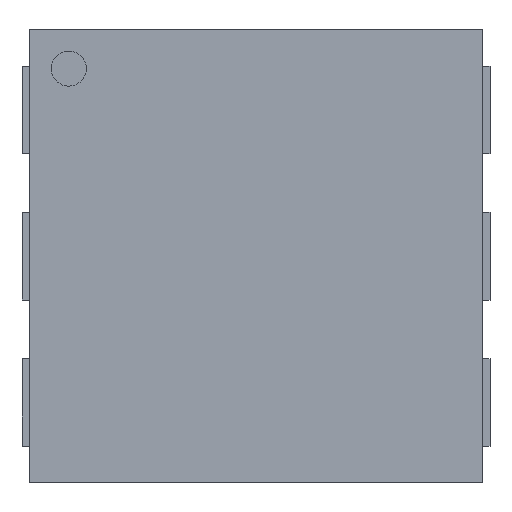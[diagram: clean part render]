
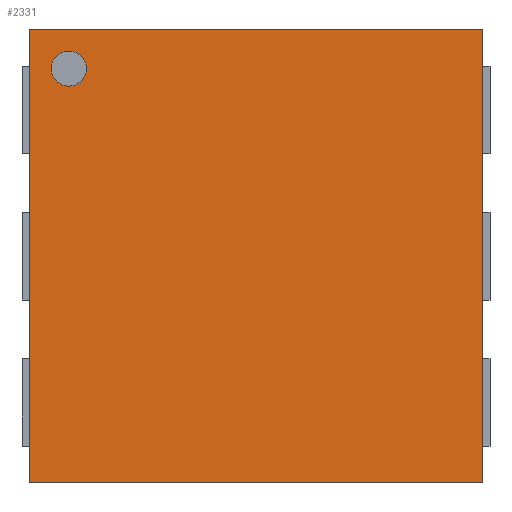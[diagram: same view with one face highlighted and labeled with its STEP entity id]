
A CAD part, top view. The second image highlights one B-rep face of the part: STEP entity #2331.
In plain terms, the highlighted planar face has unit normal (0, 0, 1).
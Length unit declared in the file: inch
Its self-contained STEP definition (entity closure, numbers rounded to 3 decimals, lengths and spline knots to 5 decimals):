
#2044 = VERTEX_POINT('',#2045);
#2045 = CARTESIAN_POINT('',(-0.03051,0.03051,
    0.0315));
#2052 = PLANE('',#2053);
#2053 = AXIS2_PLACEMENT_3D('',#2054,#2055,#2056);
#2054 = CARTESIAN_POINT('',(-0.03051,0.03051,0.));
#2055 = DIRECTION('',(0.,1.,0.));
#2056 = DIRECTION('',(1.,0.,0.));
#2064 = PLANE('',#2065);
#2065 = AXIS2_PLACEMENT_3D('',#2066,#2067,#2068);
#2066 = CARTESIAN_POINT('',(-0.03051,-0.03051,0.)
  );
#2067 = DIRECTION('',(-1.,0.,0.));
#2068 = DIRECTION('',(0.,1.,0.));
#2076 = EDGE_CURVE('',#2044,#2077,#2079,.T.);
#2077 = VERTEX_POINT('',#2078);
#2078 = CARTESIAN_POINT('',(0.03051,0.03051,
    0.0315));
#2079 = SURFACE_CURVE('',#2080,(#2084,#2091),.PCURVE_S1.);
#2080 = LINE('',#2081,#2082);
#2081 = CARTESIAN_POINT('',(-0.03051,0.03051,
    0.0315));
#2082 = VECTOR('',#2083,0.03937);
#2083 = DIRECTION('',(1.,0.,0.));
#2084 = PCURVE('',#2052,#2085);
#2085 = DEFINITIONAL_REPRESENTATION('',(#2086),#2090);
#2086 = LINE('',#2087,#2088);
#2087 = CARTESIAN_POINT('',(0.,-0.031));
#2088 = VECTOR('',#2089,1.);
#2089 = DIRECTION('',(1.,0.));
#2090 = ( GEOMETRIC_REPRESENTATION_CONTEXT(2) 
PARAMETRIC_REPRESENTATION_CONTEXT() REPRESENTATION_CONTEXT('2D SPACE',''
  ) );
#2091 = PCURVE('',#2092,#2097);
#2092 = PLANE('',#2093);
#2093 = AXIS2_PLACEMENT_3D('',#2094,#2095,#2096);
#2094 = CARTESIAN_POINT('',(-0.03051,0.03051,
    0.0315));
#2095 = DIRECTION('',(0.,0.,1.));
#2096 = DIRECTION('',(1.,0.,0.));
#2097 = DEFINITIONAL_REPRESENTATION('',(#2098),#2102);
#2098 = LINE('',#2099,#2100);
#2099 = CARTESIAN_POINT('',(0.,0.));
#2100 = VECTOR('',#2101,1.);
#2101 = DIRECTION('',(1.,0.));
#2102 = ( GEOMETRIC_REPRESENTATION_CONTEXT(2) 
PARAMETRIC_REPRESENTATION_CONTEXT() REPRESENTATION_CONTEXT('2D SPACE',''
  ) );
#2120 = PLANE('',#2121);
#2121 = AXIS2_PLACEMENT_3D('',#2122,#2123,#2124);
#2122 = CARTESIAN_POINT('',(0.03051,0.03051,0.));
#2123 = DIRECTION('',(1.,0.,0.));
#2124 = DIRECTION('',(0.,-1.,0.));
#2164 = VERTEX_POINT('',#2165);
#2165 = CARTESIAN_POINT('',(-0.03051,-0.03051,
    0.0315));
#2179 = PLANE('',#2180);
#2180 = AXIS2_PLACEMENT_3D('',#2181,#2182,#2183);
#2181 = CARTESIAN_POINT('',(0.03051,-0.03051,0.));
#2182 = DIRECTION('',(0.,-1.,0.));
#2183 = DIRECTION('',(-1.,0.,0.));
#2191 = EDGE_CURVE('',#2164,#2044,#2192,.T.);
#2192 = SURFACE_CURVE('',#2193,(#2197,#2204),.PCURVE_S1.);
#2193 = LINE('',#2194,#2195);
#2194 = CARTESIAN_POINT('',(-0.03051,-0.03051,
    0.0315));
#2195 = VECTOR('',#2196,0.03937);
#2196 = DIRECTION('',(0.,1.,0.));
#2197 = PCURVE('',#2064,#2198);
#2198 = DEFINITIONAL_REPRESENTATION('',(#2199),#2203);
#2199 = LINE('',#2200,#2201);
#2200 = CARTESIAN_POINT('',(0.,-0.031));
#2201 = VECTOR('',#2202,1.);
#2202 = DIRECTION('',(1.,0.));
#2203 = ( GEOMETRIC_REPRESENTATION_CONTEXT(2) 
PARAMETRIC_REPRESENTATION_CONTEXT() REPRESENTATION_CONTEXT('2D SPACE',''
  ) );
#2204 = PCURVE('',#2092,#2205);
#2205 = DEFINITIONAL_REPRESENTATION('',(#2206),#2210);
#2206 = LINE('',#2207,#2208);
#2207 = CARTESIAN_POINT('',(0.,-0.061));
#2208 = VECTOR('',#2209,1.);
#2209 = DIRECTION('',(0.,1.));
#2210 = ( GEOMETRIC_REPRESENTATION_CONTEXT(2) 
PARAMETRIC_REPRESENTATION_CONTEXT() REPRESENTATION_CONTEXT('2D SPACE',''
  ) );
#2238 = EDGE_CURVE('',#2077,#2239,#2241,.T.);
#2239 = VERTEX_POINT('',#2240);
#2240 = CARTESIAN_POINT('',(0.03051,-0.03051,
    0.0315));
#2241 = SURFACE_CURVE('',#2242,(#2246,#2253),.PCURVE_S1.);
#2242 = LINE('',#2243,#2244);
#2243 = CARTESIAN_POINT('',(0.03051,0.03051,
    0.0315));
#2244 = VECTOR('',#2245,0.03937);
#2245 = DIRECTION('',(0.,-1.,0.));
#2246 = PCURVE('',#2120,#2247);
#2247 = DEFINITIONAL_REPRESENTATION('',(#2248),#2252);
#2248 = LINE('',#2249,#2250);
#2249 = CARTESIAN_POINT('',(0.,-0.031));
#2250 = VECTOR('',#2251,1.);
#2251 = DIRECTION('',(1.,0.));
#2252 = ( GEOMETRIC_REPRESENTATION_CONTEXT(2) 
PARAMETRIC_REPRESENTATION_CONTEXT() REPRESENTATION_CONTEXT('2D SPACE',''
  ) );
#2253 = PCURVE('',#2092,#2254);
#2254 = DEFINITIONAL_REPRESENTATION('',(#2255),#2259);
#2255 = LINE('',#2256,#2257);
#2256 = CARTESIAN_POINT('',(0.061,0.));
#2257 = VECTOR('',#2258,1.);
#2258 = DIRECTION('',(0.,-1.));
#2259 = ( GEOMETRIC_REPRESENTATION_CONTEXT(2) 
PARAMETRIC_REPRESENTATION_CONTEXT() REPRESENTATION_CONTEXT('2D SPACE',''
  ) );
#2331 = ADVANCED_FACE('',(#2332,#2358),#2092,.T.);
#2332 = FACE_BOUND('',#2333,.T.);
#2333 = EDGE_LOOP('',(#2334,#2335,#2336,#2357));
#2334 = ORIENTED_EDGE('',*,*,#2076,.F.);
#2335 = ORIENTED_EDGE('',*,*,#2191,.F.);
#2336 = ORIENTED_EDGE('',*,*,#2337,.F.);
#2337 = EDGE_CURVE('',#2239,#2164,#2338,.T.);
#2338 = SURFACE_CURVE('',#2339,(#2343,#2350),.PCURVE_S1.);
#2339 = LINE('',#2340,#2341);
#2340 = CARTESIAN_POINT('',(0.03051,-0.03051,
    0.0315));
#2341 = VECTOR('',#2342,0.03937);
#2342 = DIRECTION('',(-1.,0.,0.));
#2343 = PCURVE('',#2092,#2344);
#2344 = DEFINITIONAL_REPRESENTATION('',(#2345),#2349);
#2345 = LINE('',#2346,#2347);
#2346 = CARTESIAN_POINT('',(0.061,-0.061));
#2347 = VECTOR('',#2348,1.);
#2348 = DIRECTION('',(-1.,0.));
#2349 = ( GEOMETRIC_REPRESENTATION_CONTEXT(2) 
PARAMETRIC_REPRESENTATION_CONTEXT() REPRESENTATION_CONTEXT('2D SPACE',''
  ) );
#2350 = PCURVE('',#2179,#2351);
#2351 = DEFINITIONAL_REPRESENTATION('',(#2352),#2356);
#2352 = LINE('',#2353,#2354);
#2353 = CARTESIAN_POINT('',(0.,-0.031));
#2354 = VECTOR('',#2355,1.);
#2355 = DIRECTION('',(1.,0.));
#2356 = ( GEOMETRIC_REPRESENTATION_CONTEXT(2) 
PARAMETRIC_REPRESENTATION_CONTEXT() REPRESENTATION_CONTEXT('2D SPACE',''
  ) );
#2357 = ORIENTED_EDGE('',*,*,#2238,.F.);
#2358 = FACE_BOUND('',#2359,.T.);
#2359 = EDGE_LOOP('',(#2360));
#2360 = ORIENTED_EDGE('',*,*,#2361,.F.);
#2361 = EDGE_CURVE('',#2362,#2362,#2364,.T.);
#2362 = VERTEX_POINT('',#2363);
#2363 = CARTESIAN_POINT('',(-0.02283,0.0252,
    0.0315));
#2364 = SURFACE_CURVE('',#2365,(#2370,#2377),.PCURVE_S1.);
#2365 = CIRCLE('',#2366,0.00236);
#2366 = AXIS2_PLACEMENT_3D('',#2367,#2368,#2369);
#2367 = CARTESIAN_POINT('',(-0.0252,0.0252,
    0.0315));
#2368 = DIRECTION('',(0.,0.,1.));
#2369 = DIRECTION('',(1.,0.,0.));
#2370 = PCURVE('',#2092,#2371);
#2371 = DEFINITIONAL_REPRESENTATION('',(#2372),#2376);
#2372 = CIRCLE('',#2373,0.00236);
#2373 = AXIS2_PLACEMENT_2D('',#2374,#2375);
#2374 = CARTESIAN_POINT('',(0.005,-0.005));
#2375 = DIRECTION('',(1.,0.));
#2376 = ( GEOMETRIC_REPRESENTATION_CONTEXT(2) 
PARAMETRIC_REPRESENTATION_CONTEXT() REPRESENTATION_CONTEXT('2D SPACE',''
  ) );
#2377 = PCURVE('',#2378,#2383);
#2378 = CYLINDRICAL_SURFACE('',#2379,0.00236);
#2379 = AXIS2_PLACEMENT_3D('',#2380,#2381,#2382);
#2380 = CARTESIAN_POINT('',(-0.0252,0.0252,
    0.0315));
#2381 = DIRECTION('',(0.,0.,1.));
#2382 = DIRECTION('',(1.,0.,-0.));
#2383 = DEFINITIONAL_REPRESENTATION('',(#2384),#2388);
#2384 = LINE('',#2385,#2386);
#2385 = CARTESIAN_POINT('',(0.,0.));
#2386 = VECTOR('',#2387,1.);
#2387 = DIRECTION('',(1.,0.));
#2388 = ( GEOMETRIC_REPRESENTATION_CONTEXT(2) 
PARAMETRIC_REPRESENTATION_CONTEXT() REPRESENTATION_CONTEXT('2D SPACE',''
  ) );
